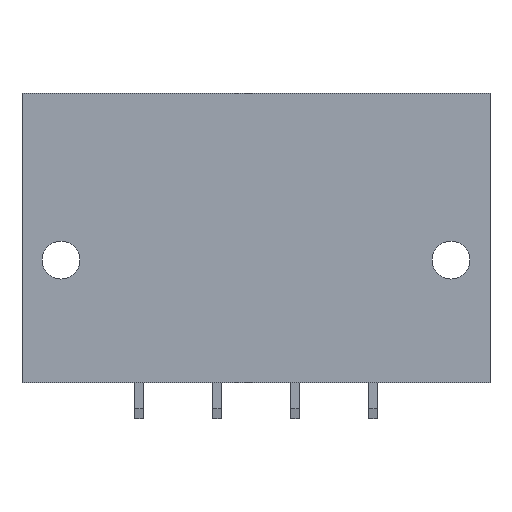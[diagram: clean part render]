
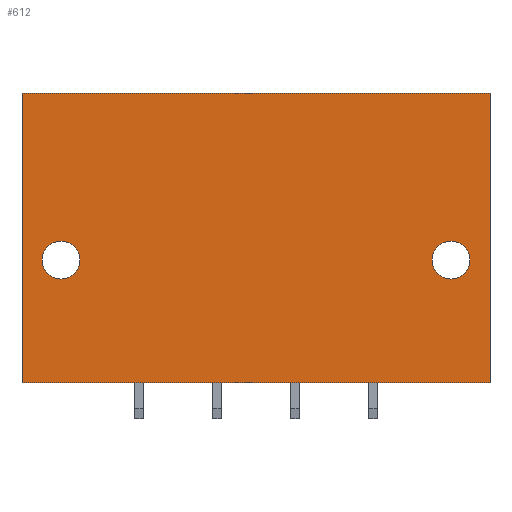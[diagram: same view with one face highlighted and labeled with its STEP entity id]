
A CAD part, front view. The second image highlights one B-rep face of the part: STEP entity #612.
In plain terms, the highlighted planar face has unit normal (0, -1, 0).
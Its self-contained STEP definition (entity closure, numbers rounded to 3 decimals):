
#549=AXIS2_PLACEMENT_3D('Plane Axis2P3D',#546,#547,#548) ;
#578=AXIS2_PLACEMENT_3D('Circle Axis2P3D',#576,#577,$) ;
#587=AXIS2_PLACEMENT_3D('Circle Axis2P3D',#585,#586,$) ;
#596=AXIS2_PLACEMENT_3D('Circle Axis2P3D',#594,#595,$) ;
#605=AXIS2_PLACEMENT_3D('Circle Axis2P3D',#603,#604,$) ;
#216=CARTESIAN_POINT('Vertex',(45.72,0.,3.5)) ;
#219=CARTESIAN_POINT('Line Origine',(22.86,0.,3.5)) ;
#223=CARTESIAN_POINT('Vertex',(0.,0.,3.5)) ;
#546=CARTESIAN_POINT('Axis2P3D Location',(7.62,0.,31.8)) ;
#551=CARTESIAN_POINT('Line Origine',(45.72,0.,17.65)) ;
#555=CARTESIAN_POINT('Vertex',(45.72,0.,31.8)) ;
#558=CARTESIAN_POINT('Line Origine',(22.86,0.,31.8)) ;
#562=CARTESIAN_POINT('Vertex',(0.,0.,31.8)) ;
#565=CARTESIAN_POINT('Line Origine',(0.,0.,17.65)) ;
#576=CARTESIAN_POINT('Axis2P3D Location',(41.91,0.,15.5)) ;
#580=CARTESIAN_POINT('Vertex',(41.91,0.,17.35)) ;
#582=CARTESIAN_POINT('Vertex',(41.91,0.,13.65)) ;
#585=CARTESIAN_POINT('Axis2P3D Location',(41.91,0.,15.5)) ;
#594=CARTESIAN_POINT('Axis2P3D Location',(3.81,0.,15.5)) ;
#598=CARTESIAN_POINT('Vertex',(3.81,0.,17.35)) ;
#600=CARTESIAN_POINT('Vertex',(3.81,0.,13.65)) ;
#603=CARTESIAN_POINT('Axis2P3D Location',(3.81,0.,15.5)) ;
#220=DIRECTION('Vector Direction',(-1.,0.,0.)) ;
#547=DIRECTION('Axis2P3D Direction',(0.,-1.,0.)) ;
#548=DIRECTION('Axis2P3D XDirection',(0.,-0.,-1.)) ;
#552=DIRECTION('Vector Direction',(0.,0.,-1.)) ;
#559=DIRECTION('Vector Direction',(1.,0.,0.)) ;
#566=DIRECTION('Vector Direction',(0.,0.,-1.)) ;
#577=DIRECTION('Axis2P3D Direction',(0.,-1.,0.)) ;
#586=DIRECTION('Axis2P3D Direction',(0.,-1.,0.)) ;
#595=DIRECTION('Axis2P3D Direction',(0.,-1.,0.)) ;
#604=DIRECTION('Axis2P3D Direction',(0.,-1.,0.)) ;
#221=VECTOR('Line Direction',#220,1.) ;
#553=VECTOR('Line Direction',#552,1.) ;
#560=VECTOR('Line Direction',#559,1.) ;
#567=VECTOR('Line Direction',#566,1.) ;
#571=ORIENTED_EDGE('',*,*,#557,.F.) ;
#572=ORIENTED_EDGE('',*,*,#564,.T.) ;
#573=ORIENTED_EDGE('',*,*,#569,.T.) ;
#574=ORIENTED_EDGE('',*,*,#225,.T.) ;
#591=ORIENTED_EDGE('',*,*,#584,.T.) ;
#592=ORIENTED_EDGE('',*,*,#589,.T.) ;
#609=ORIENTED_EDGE('',*,*,#602,.F.) ;
#610=ORIENTED_EDGE('',*,*,#607,.F.) ;
#593=FACE_BOUND('',#590,.T.) ;
#611=FACE_BOUND('',#608,.T.) ;
#612=ADVANCED_FACE('HOUSING',(#575,#593,#611),#550,.T.) ;
#579=CIRCLE('generated circle',#578,1.85) ;
#588=CIRCLE('generated circle',#587,1.85) ;
#597=CIRCLE('generated circle',#596,1.85) ;
#606=CIRCLE('generated circle',#605,1.85) ;
#225=EDGE_CURVE('',#224,#217,#222,.F.) ;
#557=EDGE_CURVE('',#556,#217,#554,.T.) ;
#564=EDGE_CURVE('',#556,#563,#561,.F.) ;
#569=EDGE_CURVE('',#563,#224,#568,.T.) ;
#584=EDGE_CURVE('',#581,#583,#579,.F.) ;
#589=EDGE_CURVE('',#583,#581,#588,.F.) ;
#602=EDGE_CURVE('',#599,#601,#597,.T.) ;
#607=EDGE_CURVE('',#601,#599,#606,.T.) ;
#570=EDGE_LOOP('',(#571,#572,#573,#574)) ;
#590=EDGE_LOOP('',(#591,#592)) ;
#608=EDGE_LOOP('',(#609,#610)) ;
#575=FACE_OUTER_BOUND('',#570,.T.) ;
#222=LINE('Line',#219,#221) ;
#554=LINE('Line',#551,#553) ;
#561=LINE('Line',#558,#560) ;
#568=LINE('Line',#565,#567) ;
#550=PLANE('',#549) ;
#217=VERTEX_POINT('',#216) ;
#224=VERTEX_POINT('',#223) ;
#556=VERTEX_POINT('',#555) ;
#563=VERTEX_POINT('',#562) ;
#581=VERTEX_POINT('',#580) ;
#583=VERTEX_POINT('',#582) ;
#599=VERTEX_POINT('',#598) ;
#601=VERTEX_POINT('',#600) ;
